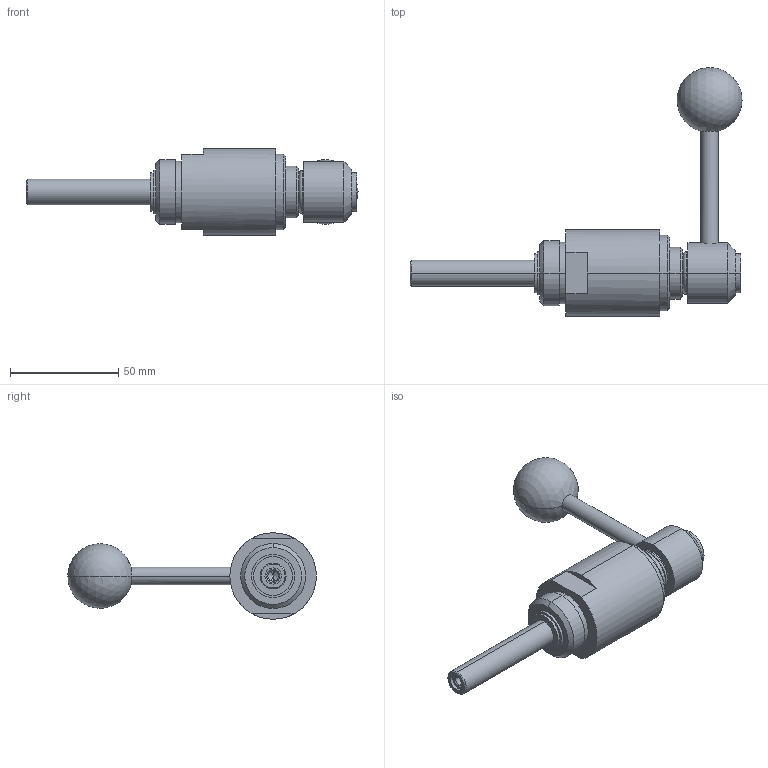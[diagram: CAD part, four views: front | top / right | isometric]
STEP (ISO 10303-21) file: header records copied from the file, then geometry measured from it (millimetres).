
FILE_DESCRIPTION((''),'2;1');
FILE_NAME('001_G_082_SERIES_ASM','2020-05-15T',('SYSTEM'),(''),'PRO/ENGINEER BY PARAMETRIC TECHNOLOGY CORPORATION, 2016360','PRO/ENGINEER BY PARAMETRIC TECHNOLOGY CORPORATION, 2016360','');
FILE_SCHEMA(('AUTOMOTIVE_DESIGN { 1 0 10303 214 1 1 1 1 }'));
Length unit declared in the file: millimetre
Products named in the file (3): G_121_45_BASE; G_121_45_HANDLE; 001_G_082_SERIES_ASM
Assembly tree (2 placements, depth 2):
  001_G_082_SERIES_ASM
    G_121_45_BASE
    G_121_45_HANDLE
Bounding box: 153.5 x 115 x 40 mm (x, y, z)
Volume: 107113.2 mm3; surface area: 24657.8 mm2
Topology: 2 solids, 2 shells, 66 faces, 214 edges, 159 vertices
Faces by surface type: cylinder 30, plane 18, cone 14, sphere 2, torus 2
Entity records: 3464 total; most frequent: DIRECTION 504, CARTESIAN_POINT 472, ORIENTED_EDGE 418, AXIS2_PLACEMENT_3D 226, PRESENTATION_STYLE_ASSIGNMENT 213, STYLED_ITEM 211, CURVE_STYLE 209, EDGE_CURVE 209
